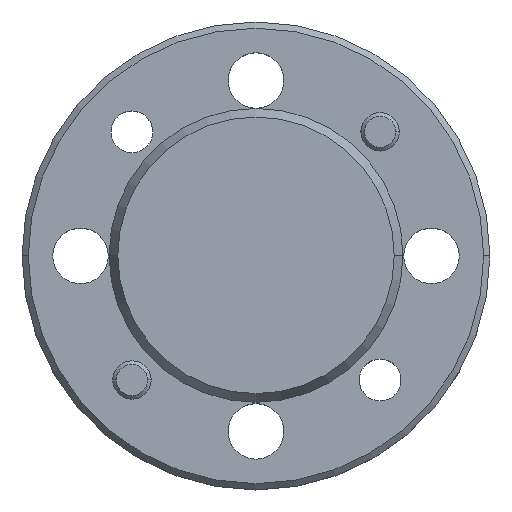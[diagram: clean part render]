
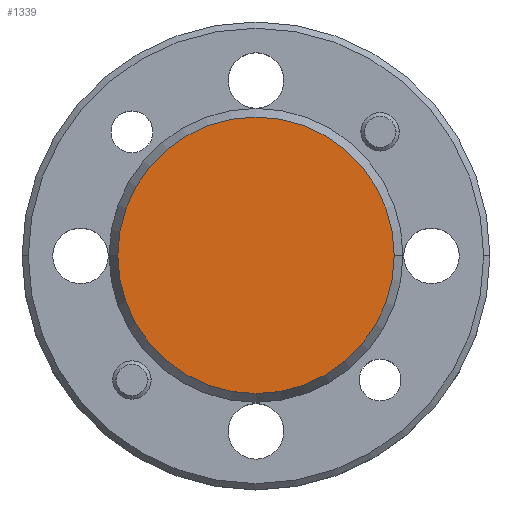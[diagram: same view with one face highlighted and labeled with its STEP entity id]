
A CAD part, top view. The second image highlights one B-rep face of the part: STEP entity #1339.
In plain terms, the highlighted planar face has unit normal (0, 0, 1).
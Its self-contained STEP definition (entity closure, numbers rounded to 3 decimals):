
#273 = EDGE_LOOP ( 'NONE', ( #613, #386 ) ) ;
#281 = CARTESIAN_POINT ( 'NONE',  ( 0.24, 6.485, 20.596 ) ) ;
#338 = AXIS2_PLACEMENT_3D ( 'NONE', #281, #1279, #618 ) ;
#386 = ORIENTED_EDGE ( 'NONE', *, *, #540, .T. ) ;
#435 = CARTESIAN_POINT ( 'NONE',  ( -5.389, 6.485, 20.596 ) ) ;
#540 = EDGE_CURVE ( 'NONE', #1671, #1559, #714, .T. ) ;
#602 = FACE_OUTER_BOUND ( 'NONE', #273, .T. ) ;
#613 = ORIENTED_EDGE ( 'NONE', *, *, #917, .T. ) ;
#618 = DIRECTION ( 'NONE',  ( -1., 0., 0. ) ) ;
#633 = CARTESIAN_POINT ( 'NONE',  ( 5.868, 6.485, 20.596 ) ) ;
#714 = CIRCLE ( 'NONE', #912, 5.628 ) ;
#738 = CARTESIAN_POINT ( 'NONE',  ( 0.24, 12.632, 20.596 ) ) ;
#824 = DIRECTION ( 'NONE',  ( -1., 0., 0. ) ) ;
#912 = AXIS2_PLACEMENT_3D ( 'NONE', #984, #1766, #824 ) ;
#917 = EDGE_CURVE ( 'NONE', #1559, #1671, #1295, .T. ) ;
#984 = CARTESIAN_POINT ( 'NONE',  ( 0.24, 6.485, 20.596 ) ) ;
#1030 = DIRECTION ( 'NONE',  ( -1., 0., 0. ) ) ;
#1199 = PLANE ( 'NONE',  #1431 ) ;
#1207 = DIRECTION ( 'NONE',  ( 0., 0., -1. ) ) ;
#1279 = DIRECTION ( 'NONE',  ( 0., 0., 1. ) ) ;
#1295 = CIRCLE ( 'NONE', #338, 5.628 ) ;
#1339 = ADVANCED_FACE ( 'NONE', ( #602 ), #1199, .F. ) ;
#1431 = AXIS2_PLACEMENT_3D ( 'NONE', #738, #1207, #1030 ) ;
#1559 = VERTEX_POINT ( 'NONE', #435 ) ;
#1671 = VERTEX_POINT ( 'NONE', #633 ) ;
#1766 = DIRECTION ( 'NONE',  ( 0., 0., 1. ) ) ;
